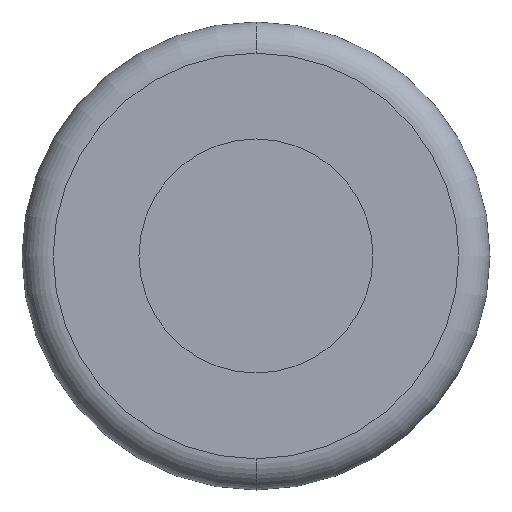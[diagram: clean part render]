
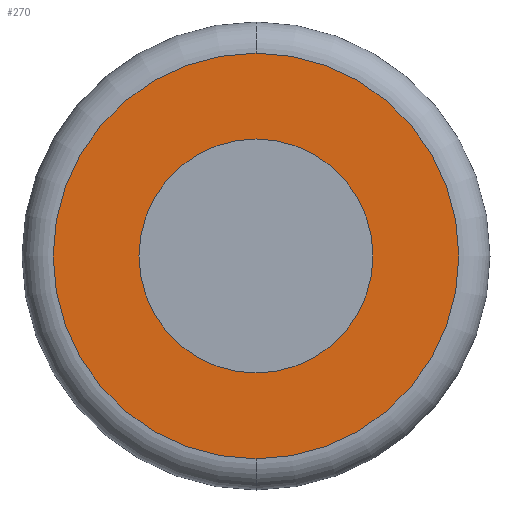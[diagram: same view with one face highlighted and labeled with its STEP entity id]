
A CAD part, front view. The second image highlights one B-rep face of the part: STEP entity #270.
In plain terms, the highlighted planar face has unit normal (0, -1, 0).
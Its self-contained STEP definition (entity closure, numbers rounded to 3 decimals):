
#10 = CIRCLE ( 'NONE', #231, 13. ) ;
#22 = ORIENTED_EDGE ( 'NONE', *, *, #412, .T. ) ;
#32 = DIRECTION ( 'NONE',  ( 0., 0., -1. ) ) ;
#33 = DIRECTION ( 'NONE',  ( 0., -1., 0. ) ) ;
#39 = CARTESIAN_POINT ( 'NONE',  ( 0., 0., 0. ) ) ;
#44 = DIRECTION ( 'NONE',  ( 0., 0., -1. ) ) ;
#45 = DIRECTION ( 'NONE',  ( 0., -1., 0. ) ) ;
#46 = CARTESIAN_POINT ( 'NONE',  ( 0., 0., 0. ) ) ;
#54 = DIRECTION ( 'NONE',  ( 0., 0., -1. ) ) ;
#57 = DIRECTION ( 'NONE',  ( 0., -1., 0. ) ) ;
#59 = CARTESIAN_POINT ( 'NONE',  ( 0., 0., 0. ) ) ;
#77 = DIRECTION ( 'NONE',  ( 0., 0., -1. ) ) ;
#78 = DIRECTION ( 'NONE',  ( 0., -1., 0. ) ) ;
#80 = CARTESIAN_POINT ( 'NONE',  ( 0., 0., 0. ) ) ;
#157 = CARTESIAN_POINT ( 'NONE',  ( 0., 0., 7.5 ) ) ;
#162 = CIRCLE ( 'NONE', #248, 7.5 ) ;
#171 = VERTEX_POINT ( 'NONE', #285 ) ;
#198 = CARTESIAN_POINT ( 'NONE',  ( 0., 0., -13. ) ) ;
#231 = AXIS2_PLACEMENT_3D ( 'NONE', #39, #33, #32 ) ;
#233 = AXIS2_PLACEMENT_3D ( 'NONE', #46, #45, #44 ) ;
#234 = DIRECTION ( 'NONE',  ( 0., -1., 0. ) ) ;
#248 = AXIS2_PLACEMENT_3D ( 'NONE', #59, #57, #54 ) ;
#253 = DIRECTION ( 'NONE',  ( 0., 0., -1. ) ) ;
#254 = CARTESIAN_POINT ( 'NONE',  ( 7.5, 0., 0. ) ) ;
#256 = PLANE ( 'NONE',  #339 ) ;
#262 = AXIS2_PLACEMENT_3D ( 'NONE', #80, #78, #77 ) ;
#270 = ADVANCED_FACE ( 'NONE', ( #328, #486 ), #256, .T. ) ;
#285 = CARTESIAN_POINT ( 'NONE',  ( 0., 0., 13. ) ) ;
#299 = ORIENTED_EDGE ( 'NONE', *, *, #433, .T. ) ;
#302 = CIRCLE ( 'NONE', #233, 7.5 ) ;
#328 = FACE_OUTER_BOUND ( 'NONE', #393, .T. ) ;
#336 = VERTEX_POINT ( 'NONE', #198 ) ;
#339 = AXIS2_PLACEMENT_3D ( 'NONE', #254, #234, #253 ) ;
#393 = EDGE_LOOP ( 'NONE', ( #22, #299 ) ) ;
#412 = EDGE_CURVE ( 'NONE', #336, #171, #505, .T. ) ;
#420 = EDGE_CURVE ( 'NONE', #493, #509, #162, .T. ) ;
#430 = EDGE_CURVE ( 'NONE', #509, #493, #302, .T. ) ;
#433 = EDGE_CURVE ( 'NONE', #171, #336, #10, .T. ) ;
#455 = CARTESIAN_POINT ( 'NONE',  ( 0., 0., -7.5 ) ) ;
#477 = EDGE_LOOP ( 'NONE', ( #487, #518 ) ) ;
#486 = FACE_BOUND ( 'NONE', #477, .T. ) ;
#487 = ORIENTED_EDGE ( 'NONE', *, *, #430, .F. ) ;
#493 = VERTEX_POINT ( 'NONE', #157 ) ;
#505 = CIRCLE ( 'NONE', #262, 13. ) ;
#509 = VERTEX_POINT ( 'NONE', #455 ) ;
#518 = ORIENTED_EDGE ( 'NONE', *, *, #420, .F. ) ;
